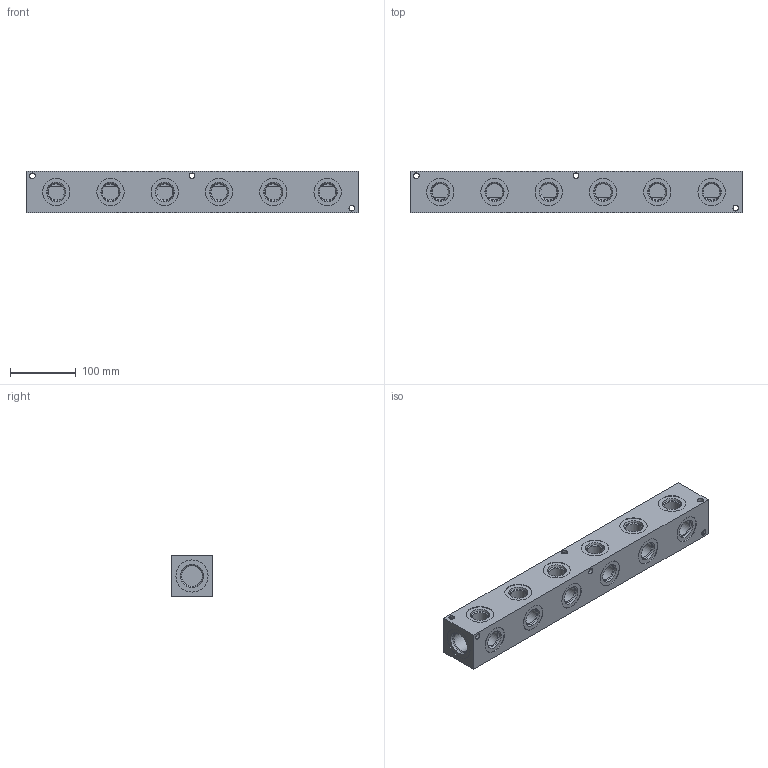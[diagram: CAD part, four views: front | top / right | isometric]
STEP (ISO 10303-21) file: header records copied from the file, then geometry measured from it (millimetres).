
FILE_DESCRIPTION( ( 'STEP AP214' ), ' ' );
FILE_NAME( 'AH0900612S.stp', '2018-07-02T15:33:33', ( '' ), ( '' ), ' ', 'PARTsolutions', ' ' );
FILE_SCHEMA( ( 'AUTOMOTIVE_DESIGN { 1 0 10303 214 1 1 1 1 }' ) );
Length unit declared in the file: inch
Products named in the file (1): _AH0900612S
Bounding box: 504.95 x 63.5 x 63.5 mm (x, y, z)
Volume: 1825186.3 mm3; surface area: 169739.8 mm2
Topology: 1 solids, 1 shells, 210 faces, 512 edges, 322 vertices
Faces by surface type: plane 108, cylinder 74, cone 28
Full cylindrical faces by diameter (mm): 8.636 x12, 24.696 x12, 31.046 x2, 41.453 x12, 48.971 x2
Entity records: 7442 total; most frequent: DIRECTION 1036, CARTESIAN_POINT 953, ORIENTED_EDGE 864, EDGE_CURVE 432, AXIS2_PLACEMENT_3D 393, EDGE_LOOP 326, VERTEX_POINT 310, FACE_OUTER_BOUND 250
